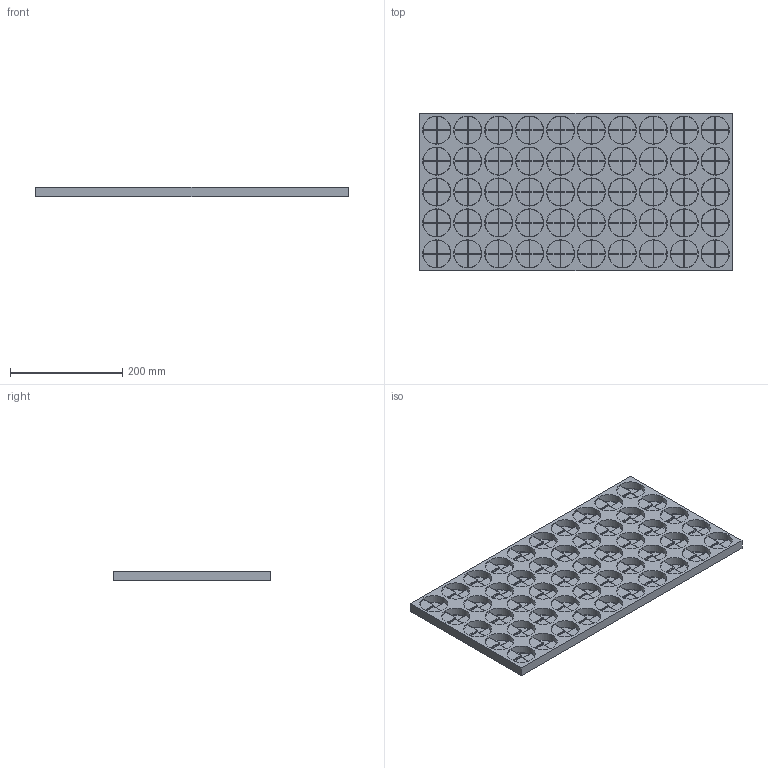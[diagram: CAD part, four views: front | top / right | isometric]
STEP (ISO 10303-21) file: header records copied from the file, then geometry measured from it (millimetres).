
FILE_DESCRIPTION(/* description */ (''),/* implementation_level */ '2;1');
FILE_NAME(/* name */ 'Demande_d''offre/PAD_Plate_50_v1.step',/* time_stamp */ '2022-01-25T17:01:05+01:00',/* author */ (''),/* organization */ (''),/* preprocessor_version */ 'ST-DEVELOPER v18.1',/* originating_system */ 'Autodesk Translation Framework v10.13.0.1454',/* authorisation */ '');
FILE_SCHEMA (('AUTOMOTIVE_DESIGN { 1 0 10303 214 3 1 1 }'));
Length unit declared in the file: millimetre
Products named in the file (3): PAD_Plate_50_v1; Plate; PAD
Assembly tree (2 placements, depth 2):
  PAD_Plate_50_v1
    Plate
    PAD
Bounding box: 555 x 280 x 17 mm (x, y, z)
Volume: 1807797.4 mm3; surface area: 431790 mm2
Topology: 1 solids, 1 shells, 1906 faces, 4062 edges, 2208 vertices
Faces by surface type: cylinder 750, plane 356, sphere 300, torus 300, bspline 200
Full cylindrical faces by diameter (mm): 50 x50
Entity records: 55490 total; most frequent: CARTESIAN_POINT 14731, DIRECTION 9184, ORIENTED_EDGE 8124, EDGE_CURVE 4062, AXIS2_PLACEMENT_3D 3861, VERTEX_POINT 2208, CIRCLE 2150, EDGE_LOOP 1956
